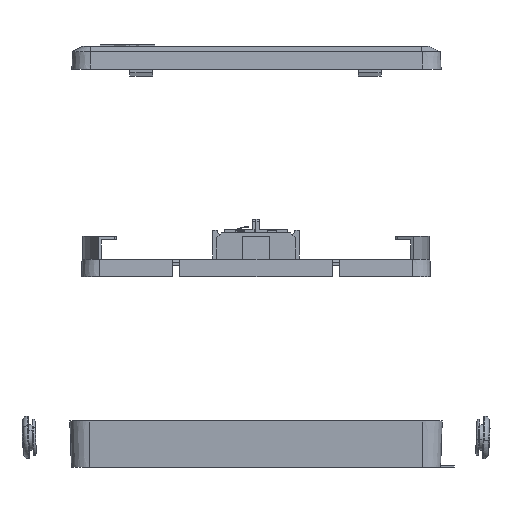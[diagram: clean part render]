
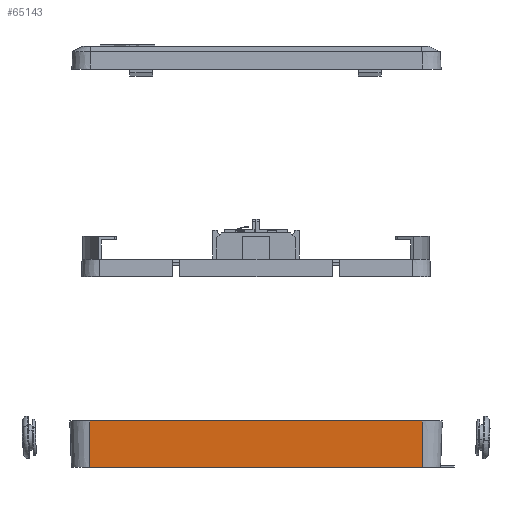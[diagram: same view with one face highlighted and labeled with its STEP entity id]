
A CAD part, left-side view. The second image highlights one B-rep face of the part: STEP entity #65143.
In plain terms, the highlighted planar face has unit normal (-0.999, 0, -0.035).
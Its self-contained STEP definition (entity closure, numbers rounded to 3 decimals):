
#2034 = CARTESIAN_POINT ( 'NONE',  ( 5.893, 11.81, 20. ) ) ;
#2177 = ORIENTED_EDGE ( 'NONE', *, *, #144852, .T. ) ;
#7186 = DIRECTION ( 'NONE',  ( 0., 1., 0. ) ) ;
#24603 = CARTESIAN_POINT ( 'NONE',  ( 6.591, 11.81, 0. ) ) ;
#26540 = CARTESIAN_POINT ( 'NONE',  ( 6.591, 155.81, 0. ) ) ;
#26927 = CARTESIAN_POINT ( 'NONE',  ( 6.591, 11.81, 0. ) ) ;
#27736 = ORIENTED_EDGE ( 'NONE', *, *, #126988, .F. ) ;
#30892 = EDGE_CURVE ( 'NONE', #127864, #35098, #107961, .T. ) ;
#32064 = LINE ( 'NONE', #2034, #149860 ) ;
#35098 = VERTEX_POINT ( 'NONE', #46713 ) ;
#39075 = CARTESIAN_POINT ( 'NONE',  ( 6.591, 11.81, 0. ) ) ;
#41147 = EDGE_LOOP ( 'NONE', ( #27736, #76336, #2177, #70584 ) ) ;
#44629 = EDGE_CURVE ( 'NONE', #63415, #60540, #59831, .T. ) ;
#46713 = CARTESIAN_POINT ( 'NONE',  ( 5.893, 155.81, 20. ) ) ;
#50332 = PLANE ( 'NONE',  #56597 ) ;
#50835 = DIRECTION ( 'NONE',  ( -0.035, 0., 0.999 ) ) ;
#56190 = VECTOR ( 'NONE', #132880, 1000. ) ;
#56597 = AXIS2_PLACEMENT_3D ( 'NONE', #39075, #121270, #50835 ) ;
#59831 = LINE ( 'NONE', #26927, #56190 ) ;
#60540 = VERTEX_POINT ( 'NONE', #91854 ) ;
#63415 = VERTEX_POINT ( 'NONE', #24603 ) ;
#65143 = ADVANCED_FACE ( 'NONE', ( #138629 ), #50332, .T. ) ;
#69018 = VECTOR ( 'NONE', #7186, 1000. ) ;
#70584 = ORIENTED_EDGE ( 'NONE', *, *, #30892, .F. ) ;
#72712 = LINE ( 'NONE', #148034, #69018 ) ;
#76336 = ORIENTED_EDGE ( 'NONE', *, *, #44629, .T. ) ;
#76716 = VECTOR ( 'NONE', #97043, 1000. ) ;
#91854 = CARTESIAN_POINT ( 'NONE',  ( 5.893, 11.81, 20. ) ) ;
#96140 = DIRECTION ( 'NONE',  ( 0., 1., 0. ) ) ;
#97043 = DIRECTION ( 'NONE',  ( -0.035, 0., 0.999 ) ) ;
#107961 = LINE ( 'NONE', #26540, #76716 ) ;
#121270 = DIRECTION ( 'NONE',  ( -0.999, 0., -0.035 ) ) ;
#126988 = EDGE_CURVE ( 'NONE', #63415, #127864, #72712, .T. ) ;
#127864 = VERTEX_POINT ( 'NONE', #129193 ) ;
#129193 = CARTESIAN_POINT ( 'NONE',  ( 6.591, 155.81, 0. ) ) ;
#132880 = DIRECTION ( 'NONE',  ( -0.035, 0., 0.999 ) ) ;
#138629 = FACE_OUTER_BOUND ( 'NONE', #41147, .T. ) ;
#144852 = EDGE_CURVE ( 'NONE', #60540, #35098, #32064, .T. ) ;
#148034 = CARTESIAN_POINT ( 'NONE',  ( 6.591, 83.811, 0. ) ) ;
#149860 = VECTOR ( 'NONE', #96140, 1000. ) ;
